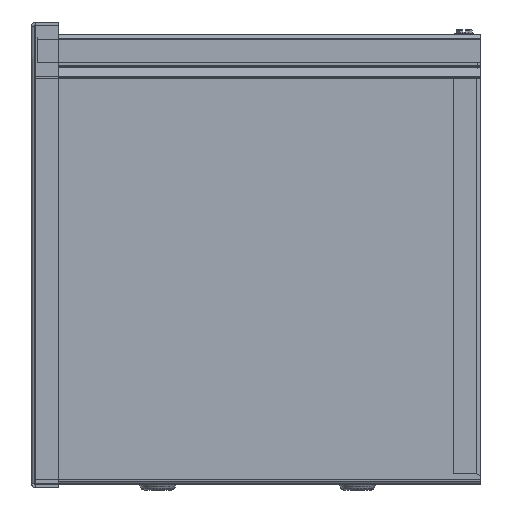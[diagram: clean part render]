
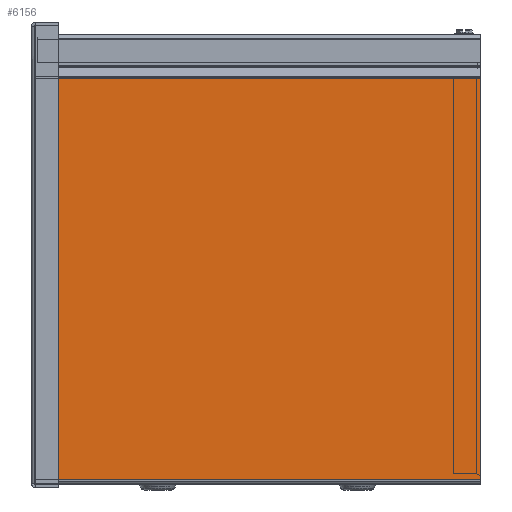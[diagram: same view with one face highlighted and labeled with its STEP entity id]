
A CAD part, left-side view. The second image highlights one B-rep face of the part: STEP entity #6156.
In plain terms, the highlighted planar face has unit normal (-1, 0, 0).
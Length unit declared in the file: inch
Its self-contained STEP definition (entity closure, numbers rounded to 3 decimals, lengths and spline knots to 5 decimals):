
#442=LINE('',#9023,#905);
#445=LINE('',#9029,#908);
#453=LINE('',#9052,#916);
#454=LINE('',#9056,#917);
#905=VECTOR('',#7386,10.0625);
#908=VECTOR('',#7391,9.04841);
#916=VECTOR('',#7423,10.0625);
#917=VECTOR('',#7430,9.04841);
#1347=PLANE('',#6600);
#1662=FACE_OUTER_BOUND('',#2066,.T.);
#2066=EDGE_LOOP('',(#4290,#4291,#4292,#4293));
#2693=VERTEX_POINT('',#9011);
#2694=VERTEX_POINT('',#9015);
#2696=VERTEX_POINT('',#9027);
#2699=VERTEX_POINT('',#9051);
#3281=EDGE_CURVE('',#2693,#2694,#442,.T.);
#3284=EDGE_CURVE('',#2696,#2694,#445,.T.);
#3296=EDGE_CURVE('',#2696,#2699,#453,.T.);
#3299=EDGE_CURVE('',#2693,#2699,#454,.T.);
#4290=ORIENTED_EDGE('',*,*,#3281,.T.);
#4291=ORIENTED_EDGE('',*,*,#3284,.F.);
#4292=ORIENTED_EDGE('',*,*,#3296,.T.);
#4293=ORIENTED_EDGE('',*,*,#3299,.F.);
#6156=ADVANCED_FACE('',(#1662),#1347,.F.);
#6600=AXIS2_PLACEMENT_3D('',#9064,#7442,#7443);
#7386=DIRECTION('',(0.,1.,0.));
#7391=DIRECTION('',(0.,0.,1.));
#7423=DIRECTION('',(0.,-1.,0.));
#7430=DIRECTION('',(0.,0.,-1.));
#7442=DIRECTION('center_axis',(1.,0.,0.));
#7443=DIRECTION('ref_axis',(0.,0.,-1.));
#9011=CARTESIAN_POINT('',(-18.0625,-5.03125,9.15366));
#9015=CARTESIAN_POINT('',(-18.0625,5.03125,9.15366));
#9023=CARTESIAN_POINT('',(-18.0625,2.51563,9.15366));
#9027=CARTESIAN_POINT('',(-18.0625,5.03125,0.10525));
#9029=CARTESIAN_POINT('',(-18.0625,5.03125,0.10525));
#9051=CARTESIAN_POINT('',(-18.0625,-5.03125,0.10525));
#9052=CARTESIAN_POINT('',(-18.0625,0.,0.10525));
#9056=CARTESIAN_POINT('',(-18.0625,-5.03125,-0.04012));
#9064=CARTESIAN_POINT('Origin',(-18.0625,0.,4.60378));
